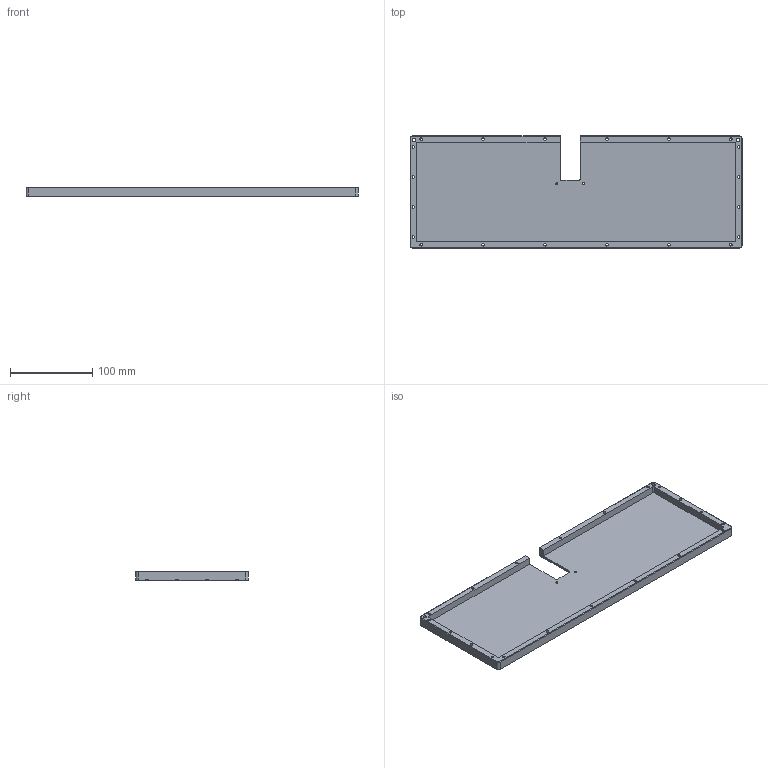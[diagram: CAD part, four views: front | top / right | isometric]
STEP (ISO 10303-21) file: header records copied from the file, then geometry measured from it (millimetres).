
FILE_DESCRIPTION(/* description */ (''),/* implementation_level */ '2;1');
FILE_NAME(/* name */ 'CaseBottom.step',/* time_stamp */ '2022-09-19T21:45:18+09:00',/* author */ (''),/* organization */ (''),/* preprocessor_version */ 'ST-DEVELOPER v19',/* originating_system */ 'Autodesk Translation Framework v11.7.0.108',/* authorisation */ '');
FILE_SCHEMA (('AUTOMOTIVE_DESIGN { 1 0 10303 214 3 1 1 }'));
Length unit declared in the file: millimetre
Products named in the file (1): CaseBottom
Bounding box: 402.76 x 136.06 x 12 mm (x, y, z)
Volume: 226060.4 mm3; surface area: 131009.6 mm2
Topology: 1 solids, 1 shells, 120 faces, 260 edges, 168 vertices
Faces by surface type: cylinder 60, plane 52, cone 8
Full cylindrical faces by diameter (mm): 2.529 x4, 3 x20, 4.234 x2, 5.6 x20, 6.05 x4
Entity records: 3433 total; most frequent: DIRECTION 630, CARTESIAN_POINT 549, ORIENTED_EDGE 520, EDGE_CURVE 260, AXIS2_PLACEMENT_3D 249, EDGE_LOOP 194, VERTEX_POINT 168, LINE 132
